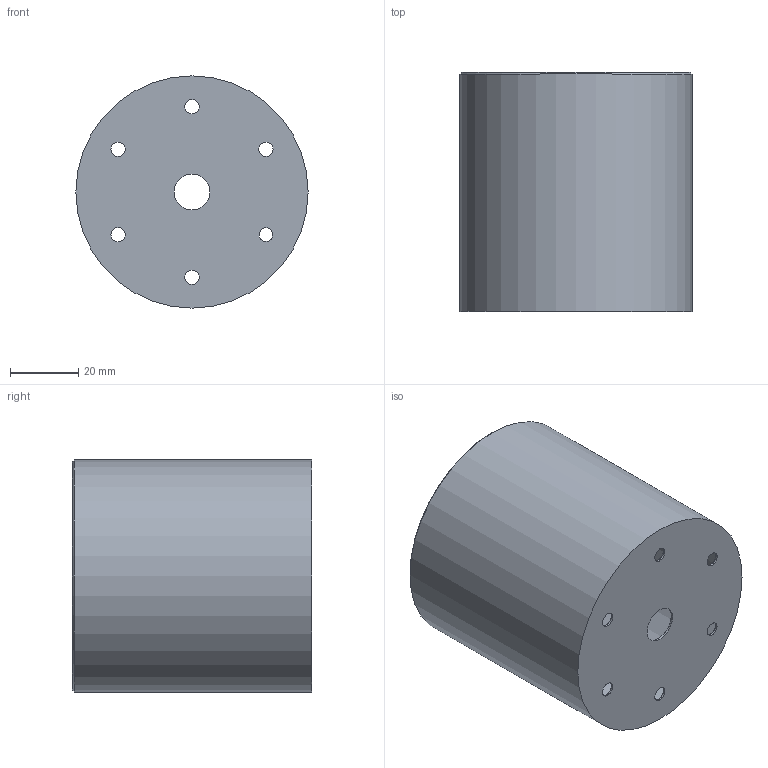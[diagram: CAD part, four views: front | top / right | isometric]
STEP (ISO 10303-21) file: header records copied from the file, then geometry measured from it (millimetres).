
FILE_DESCRIPTION(('STEP AP203'), '1');
FILE_NAME('櫻蠉錪', '', ('UNSPECIFIED'), ('UNSPECIFIED'), 'C3D Converter', 'C3D Toolkit', '');
FILE_SCHEMA(('CONFIG_CONTROL_DESIGN'));
Length unit declared in the file: millimetre
Bounding box: 68 x 70 x 68 mm (x, y, z)
Volume: 17945.1 mm3; surface area: 36084.1 mm2
Topology: 1 solids, 1 shells, 21 faces, 47 edges, 28 vertices
Faces by surface type: cone 10, cylinder 9, plane 2
Full cylindrical faces by diameter (mm): 4 x1, 4.2 x5, 10.5 x1, 66 x1, 68 x1
Entity records: 730 total; most frequent: DIRECTION 100, CARTESIAN_POINT 78, ORIENTED_EDGE 56, EDGE_LOOP 54, AXIS2_PLACEMENT_3D 50, FACE_OUTER_BOUND 36, EDGE_CURVE 28, VERTEX_POINT 28
